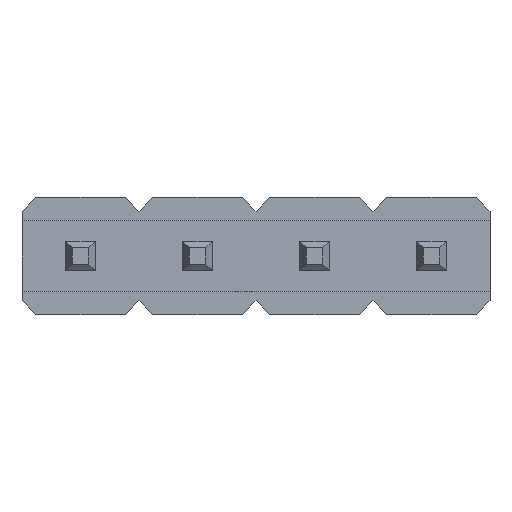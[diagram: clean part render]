
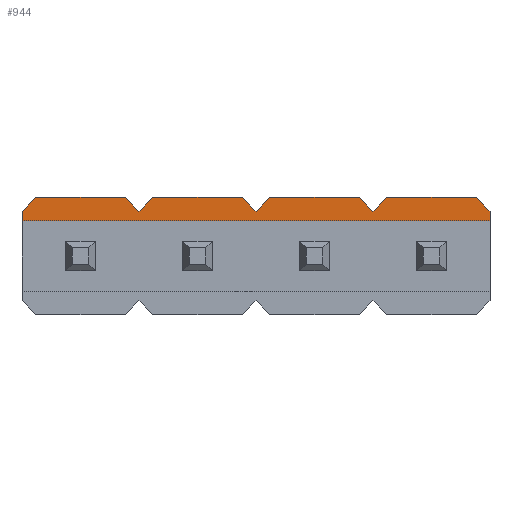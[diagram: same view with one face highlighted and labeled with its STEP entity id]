
A CAD part, front view. The second image highlights one B-rep face of the part: STEP entity #944.
In plain terms, the highlighted planar face has unit normal (0, -1, 0).
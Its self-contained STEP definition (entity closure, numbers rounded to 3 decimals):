
#923 = EDGE_CURVE ( 'NONE', #924, #993, #2894, .T. ) ;
#924 = VERTEX_POINT ( 'NONE', #2890 ) ;
#925 = ORIENTED_EDGE ( 'NONE', *, *, #926, .F. ) ;
#926 = EDGE_CURVE ( 'NONE', #1009, #924, #2889, .T. ) ;
#927 = EDGE_LOOP ( 'NONE', ( #945, #976, #979, #1006, #988, #991, #1012, #925, #1010, #933, #936, #948, #969, #981, #983 ) ) ;
#932 = VERTEX_POINT ( 'NONE', #2880 ) ;
#933 = ORIENTED_EDGE ( 'NONE', *, *, #934, .F. ) ;
#934 = EDGE_CURVE ( 'NONE', #935, #932, #2940, .T. ) ;
#935 = VERTEX_POINT ( 'NONE', #2936 ) ;
#936 = ORIENTED_EDGE ( 'NONE', *, *, #947, .F. ) ;
#937 = VERTEX_POINT ( 'NONE', #2935 ) ;
#940 = VERTEX_POINT ( 'NONE', #2934 ) ;
#944 = ADVANCED_FACE ( 'NONE', ( #2924 ), #2967, .T. ) ;
#945 = ORIENTED_EDGE ( 'NONE', *, *, #975, .T. ) ;
#947 = EDGE_CURVE ( 'NONE', #937, #935, #2962, .T. ) ;
#948 = ORIENTED_EDGE ( 'NONE', *, *, #949, .F. ) ;
#949 = EDGE_CURVE ( 'NONE', #950, #937, #2958, .T. ) ;
#950 = VERTEX_POINT ( 'NONE', #2954 ) ;
#969 = ORIENTED_EDGE ( 'NONE', *, *, #970, .F. ) ;
#970 = EDGE_CURVE ( 'NONE', #971, #950, #2981, .T. ) ;
#971 = VERTEX_POINT ( 'NONE', #2977 ) ;
#972 = VERTEX_POINT ( 'NONE', #2976 ) ;
#975 = EDGE_CURVE ( 'NONE', #940, #980, #2970, .T. ) ;
#976 = ORIENTED_EDGE ( 'NONE', *, *, #977, .F. ) ;
#977 = EDGE_CURVE ( 'NONE', #978, #980, #3029, .T. ) ;
#978 = VERTEX_POINT ( 'NONE', #3025 ) ;
#979 = ORIENTED_EDGE ( 'NONE', *, *, #1004, .F. ) ;
#980 = VERTEX_POINT ( 'NONE', #3024 ) ;
#981 = ORIENTED_EDGE ( 'NONE', *, *, #982, .F. ) ;
#982 = EDGE_CURVE ( 'NONE', #972, #971, #3023, .T. ) ;
#983 = ORIENTED_EDGE ( 'NONE', *, *, #984, .F. ) ;
#984 = EDGE_CURVE ( 'NONE', #940, #972, #3019, .T. ) ;
#988 = ORIENTED_EDGE ( 'NONE', *, *, #989, .F. ) ;
#989 = EDGE_CURVE ( 'NONE', #990, #1008, #3007, .T. ) ;
#990 = VERTEX_POINT ( 'NONE', #3003 ) ;
#991 = ORIENTED_EDGE ( 'NONE', *, *, #992, .F. ) ;
#992 = EDGE_CURVE ( 'NONE', #993, #990, #3002, .T. ) ;
#993 = VERTEX_POINT ( 'NONE', #3056 ) ;
#1004 = EDGE_CURVE ( 'NONE', #1005, #978, #3086, .T. ) ;
#1005 = VERTEX_POINT ( 'NONE', #3082 ) ;
#1006 = ORIENTED_EDGE ( 'NONE', *, *, #1007, .F. ) ;
#1007 = EDGE_CURVE ( 'NONE', #1008, #1005, #3081, .T. ) ;
#1008 = VERTEX_POINT ( 'NONE', #3077 ) ;
#1009 = VERTEX_POINT ( 'NONE', #3076 ) ;
#1010 = ORIENTED_EDGE ( 'NONE', *, *, #1011, .F. ) ;
#1011 = EDGE_CURVE ( 'NONE', #932, #1009, #3075, .T. ) ;
#1012 = ORIENTED_EDGE ( 'NONE', *, *, #923, .F. ) ;
#2880 = CARTESIAN_POINT ( 'NONE',  ( 3.51, 0., 1.27 ) ) ;
#2886 = DIRECTION ( 'NONE',  ( 0.707, 0., 0.707 ) ) ;
#2887 = VECTOR ( 'NONE', #2886, 1000. ) ;
#2888 = CARTESIAN_POINT ( 'NONE',  ( 3.81, 0., 0.97 ) ) ;
#2889 = LINE ( 'NONE', #2888, #2887 ) ;
#2890 = CARTESIAN_POINT ( 'NONE',  ( 4.11, 0., 1.27 ) ) ;
#2891 = DIRECTION ( 'NONE',  ( 1., 0., 0. ) ) ;
#2892 = VECTOR ( 'NONE', #2891, 1000. ) ;
#2893 = CARTESIAN_POINT ( 'NONE',  ( 4.11, 0., 1.27 ) ) ;
#2894 = LINE ( 'NONE', #2893, #2892 ) ;
#2924 = FACE_OUTER_BOUND ( 'NONE', #927, .T. ) ;
#2934 = CARTESIAN_POINT ( 'NONE',  ( -1.27, 0., 0.77 ) ) ;
#2935 = CARTESIAN_POINT ( 'NONE',  ( 1.27, 0., 0.97 ) ) ;
#2936 = CARTESIAN_POINT ( 'NONE',  ( 1.57, 0., 1.27 ) ) ;
#2937 = DIRECTION ( 'NONE',  ( 1., 0., 0. ) ) ;
#2938 = VECTOR ( 'NONE', #2937, 1000. ) ;
#2939 = CARTESIAN_POINT ( 'NONE',  ( 1.57, 0., 1.27 ) ) ;
#2940 = LINE ( 'NONE', #2939, #2938 ) ;
#2954 = CARTESIAN_POINT ( 'NONE',  ( 0.97, 0., 1.27 ) ) ;
#2955 = DIRECTION ( 'NONE',  ( 0.707, 0., -0.707 ) ) ;
#2956 = VECTOR ( 'NONE', #2955, 1000. ) ;
#2957 = CARTESIAN_POINT ( 'NONE',  ( 0.97, 0., 1.27 ) ) ;
#2958 = LINE ( 'NONE', #2957, #2956 ) ;
#2959 = DIRECTION ( 'NONE',  ( 0.707, 0., 0.707 ) ) ;
#2960 = VECTOR ( 'NONE', #2959, 1000. ) ;
#2961 = CARTESIAN_POINT ( 'NONE',  ( 1.27, 0., 0.97 ) ) ;
#2962 = LINE ( 'NONE', #2961, #2960 ) ;
#2963 = DIRECTION ( 'NONE',  ( 0., 0., -1. ) ) ;
#2964 = DIRECTION ( 'NONE',  ( 0., -1., 0. ) ) ;
#2965 = CARTESIAN_POINT ( 'NONE',  ( -1.27, 0., -1.27 ) ) ;
#2966 = AXIS2_PLACEMENT_3D ( 'NONE', #2965, #2964, #2963 ) ;
#2967 = PLANE ( 'NONE',  #2966 ) ;
#2969 = CARTESIAN_POINT ( 'NONE',  ( -1.27, 0., 0.77 ) ) ;
#2970 = LINE ( 'NONE', #2969, #3031 ) ;
#2976 = CARTESIAN_POINT ( 'NONE',  ( -1.27, 0., 0.97 ) ) ;
#2977 = CARTESIAN_POINT ( 'NONE',  ( -0.97, 0., 1.27 ) ) ;
#2978 = DIRECTION ( 'NONE',  ( 1., 0., 0. ) ) ;
#2979 = VECTOR ( 'NONE', #2978, 1000. ) ;
#2980 = CARTESIAN_POINT ( 'NONE',  ( -0.97, 0., 1.27 ) ) ;
#2981 = LINE ( 'NONE', #2980, #2979 ) ;
#3000 = DIRECTION ( 'NONE',  ( 0.707, 0., -0.707 ) ) ;
#3001 = CARTESIAN_POINT ( 'NONE',  ( 6.05, 0., 1.27 ) ) ;
#3002 = LINE ( 'NONE', #3001, #3057 ) ;
#3003 = CARTESIAN_POINT ( 'NONE',  ( 6.35, 0., 0.97 ) ) ;
#3004 = DIRECTION ( 'NONE',  ( 0.707, 0., 0.707 ) ) ;
#3005 = VECTOR ( 'NONE', #3004, 1000. ) ;
#3006 = CARTESIAN_POINT ( 'NONE',  ( 6.35, 0., 0.97 ) ) ;
#3007 = LINE ( 'NONE', #3006, #3005 ) ;
#3016 = DIRECTION ( 'NONE',  ( 0., 0., 1. ) ) ;
#3017 = VECTOR ( 'NONE', #3016, 1000. ) ;
#3018 = CARTESIAN_POINT ( 'NONE',  ( -1.27, 0., 0.97 ) ) ;
#3019 = LINE ( 'NONE', #3018, #3017 ) ;
#3020 = DIRECTION ( 'NONE',  ( 0.707, 0., 0.707 ) ) ;
#3021 = VECTOR ( 'NONE', #3020, 1000. ) ;
#3022 = CARTESIAN_POINT ( 'NONE',  ( -1.27, 0., 0.97 ) ) ;
#3023 = LINE ( 'NONE', #3022, #3021 ) ;
#3024 = CARTESIAN_POINT ( 'NONE',  ( 8.89, 0., 0.77 ) ) ;
#3025 = CARTESIAN_POINT ( 'NONE',  ( 8.89, 0., 0.97 ) ) ;
#3026 = DIRECTION ( 'NONE',  ( 0., 0., -1. ) ) ;
#3027 = VECTOR ( 'NONE', #3026, 1000. ) ;
#3028 = CARTESIAN_POINT ( 'NONE',  ( 8.89, 0., 0.97 ) ) ;
#3029 = LINE ( 'NONE', #3028, #3027 ) ;
#3030 = DIRECTION ( 'NONE',  ( 1., 0., 0. ) ) ;
#3031 = VECTOR ( 'NONE', #3030, 1000. ) ;
#3056 = CARTESIAN_POINT ( 'NONE',  ( 6.05, 0., 1.27 ) ) ;
#3057 = VECTOR ( 'NONE', #3000, 1000. ) ;
#3072 = DIRECTION ( 'NONE',  ( 0.707, 0., -0.707 ) ) ;
#3073 = VECTOR ( 'NONE', #3072, 1000. ) ;
#3074 = CARTESIAN_POINT ( 'NONE',  ( 3.51, 0., 1.27 ) ) ;
#3075 = LINE ( 'NONE', #3074, #3073 ) ;
#3076 = CARTESIAN_POINT ( 'NONE',  ( 3.81, 0., 0.97 ) ) ;
#3077 = CARTESIAN_POINT ( 'NONE',  ( 6.65, 0., 1.27 ) ) ;
#3078 = DIRECTION ( 'NONE',  ( 1., 0., 0. ) ) ;
#3079 = VECTOR ( 'NONE', #3078, 1000. ) ;
#3080 = CARTESIAN_POINT ( 'NONE',  ( 6.65, 0., 1.27 ) ) ;
#3081 = LINE ( 'NONE', #3080, #3079 ) ;
#3082 = CARTESIAN_POINT ( 'NONE',  ( 8.59, 0., 1.27 ) ) ;
#3083 = DIRECTION ( 'NONE',  ( 0.707, 0., -0.707 ) ) ;
#3084 = VECTOR ( 'NONE', #3083, 1000. ) ;
#3085 = CARTESIAN_POINT ( 'NONE',  ( 8.59, 0., 1.27 ) ) ;
#3086 = LINE ( 'NONE', #3085, #3084 ) ;
